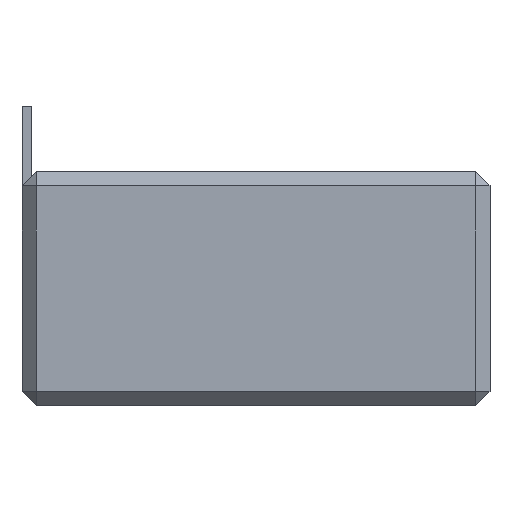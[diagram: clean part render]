
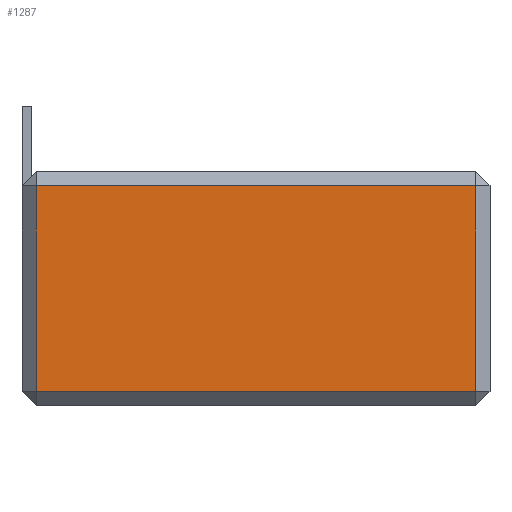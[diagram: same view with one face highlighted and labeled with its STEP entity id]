
A CAD part, left-side view. The second image highlights one B-rep face of the part: STEP entity #1287.
In plain terms, the highlighted planar face has unit normal (-1, 0, 0).
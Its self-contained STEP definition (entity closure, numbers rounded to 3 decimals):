
#65 = VERTEX_POINT ( 'NONE', #1427 ) ;
#106 = PLANE ( 'NONE',  #893 ) ;
#173 = EDGE_LOOP ( 'NONE', ( #841, #715, #1125, #746 ) ) ;
#189 = CARTESIAN_POINT ( 'NONE',  ( 0., 0., 23.5 ) ) ;
#232 = FACE_OUTER_BOUND ( 'NONE', #173, .T. ) ;
#257 = DIRECTION ( 'NONE',  ( 0., 0., -1. ) ) ;
#382 = CARTESIAN_POINT ( 'NONE',  ( 0., 1.5, 25. ) ) ;
#394 = CARTESIAN_POINT ( 'NONE',  ( 0., 48.5, 23.5 ) ) ;
#490 = VECTOR ( 'NONE', #1241, 1000. ) ;
#609 = CARTESIAN_POINT ( 'NONE',  ( 0., 48.5, 25. ) ) ;
#689 = LINE ( 'NONE', #813, #1169 ) ;
#715 = ORIENTED_EDGE ( 'NONE', *, *, #1032, .T. ) ;
#746 = ORIENTED_EDGE ( 'NONE', *, *, #1373, .T. ) ;
#790 = CARTESIAN_POINT ( 'NONE',  ( 0., 1.5, 1.5 ) ) ;
#813 = CARTESIAN_POINT ( 'NONE',  ( 0., 0., 1.5 ) ) ;
#841 = ORIENTED_EDGE ( 'NONE', *, *, #1629, .T. ) ;
#851 = VERTEX_POINT ( 'NONE', #394 ) ;
#893 = AXIS2_PLACEMENT_3D ( 'NONE', #1644, #1655, #257 ) ;
#899 = DIRECTION ( 'NONE',  ( 0., 0., 1. ) ) ;
#1032 = EDGE_CURVE ( 'NONE', #851, #65, #1150, .T. ) ;
#1125 = ORIENTED_EDGE ( 'NONE', *, *, #1497, .T. ) ;
#1150 = LINE ( 'NONE', #609, #1167 ) ;
#1167 = VECTOR ( 'NONE', #1527, 1000. ) ;
#1169 = VECTOR ( 'NONE', #1205, 1000. ) ;
#1205 = DIRECTION ( 'NONE',  ( 0., -1., 0. ) ) ;
#1241 = DIRECTION ( 'NONE',  ( 0., 1., 0. ) ) ;
#1252 = LINE ( 'NONE', #189, #490 ) ;
#1287 = ADVANCED_FACE ( 'NONE', ( #232 ), #106, .F. ) ;
#1373 = EDGE_CURVE ( 'NONE', #1477, #1411, #1557, .T. ) ;
#1411 = VERTEX_POINT ( 'NONE', #1603 ) ;
#1427 = CARTESIAN_POINT ( 'NONE',  ( 0., 48.5, 1.5 ) ) ;
#1477 = VERTEX_POINT ( 'NONE', #790 ) ;
#1497 = EDGE_CURVE ( 'NONE', #65, #1477, #689, .T. ) ;
#1527 = DIRECTION ( 'NONE',  ( 0., 0., -1. ) ) ;
#1557 = LINE ( 'NONE', #382, #1582 ) ;
#1582 = VECTOR ( 'NONE', #899, 1000. ) ;
#1603 = CARTESIAN_POINT ( 'NONE',  ( 0., 1.5, 23.5 ) ) ;
#1629 = EDGE_CURVE ( 'NONE', #1411, #851, #1252, .T. ) ;
#1644 = CARTESIAN_POINT ( 'NONE',  ( 0., 0., 25. ) ) ;
#1655 = DIRECTION ( 'NONE',  ( 1., 0., 0. ) ) ;
